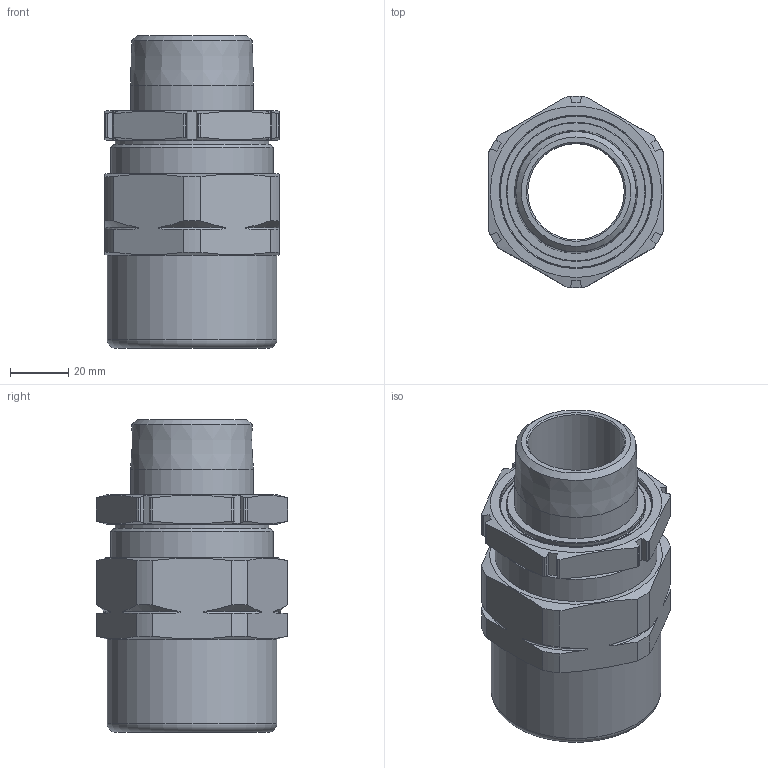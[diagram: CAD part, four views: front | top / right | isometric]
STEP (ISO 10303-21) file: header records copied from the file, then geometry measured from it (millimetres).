
FILE_DESCRIPTION (( 'STEP AP203' ), '1' );
FILE_NAME ('TMC2-125NB1621RA534.STEP', '2019-11-04T15:55:44', ( '' ), ( '' ), 'SwSTEP 2.0', 'SolidWorks 2017', '' );
FILE_SCHEMA (( 'CONFIG_CONTROL_DESIGN' ));
Length unit declared in the file: millimetre
Products named in the file (1): TMC2-125NB1621RA534
Bounding box: 60 x 65.97 x 107.6 mm (x, y, z)
Surface area: 36133.2 mm2 (no closed solid volume)
Topology: 0 solids, 5 shells, 115 faces, 317 edges, 209 vertices
Faces by surface type: cylinder 45, plane 43, cone 16, torus 11
Full cylindrical faces by diameter (mm): 33.2 x1, 41.4 x2, 41.5 x1, 42.4 x1, 52.5 x1, 53 x1, 56 x1, 58.5 x1
Entity records: 4119 total; most frequent: CARTESIAN_POINT 1378, ORIENTED_EDGE 562, DIRECTION 504, EDGE_CURVE 286, AXIS2_PLACEMENT_3D 210, VERTEX_POINT 202, EDGE_LOOP 146, FACE_OUTER_BOUND 129
